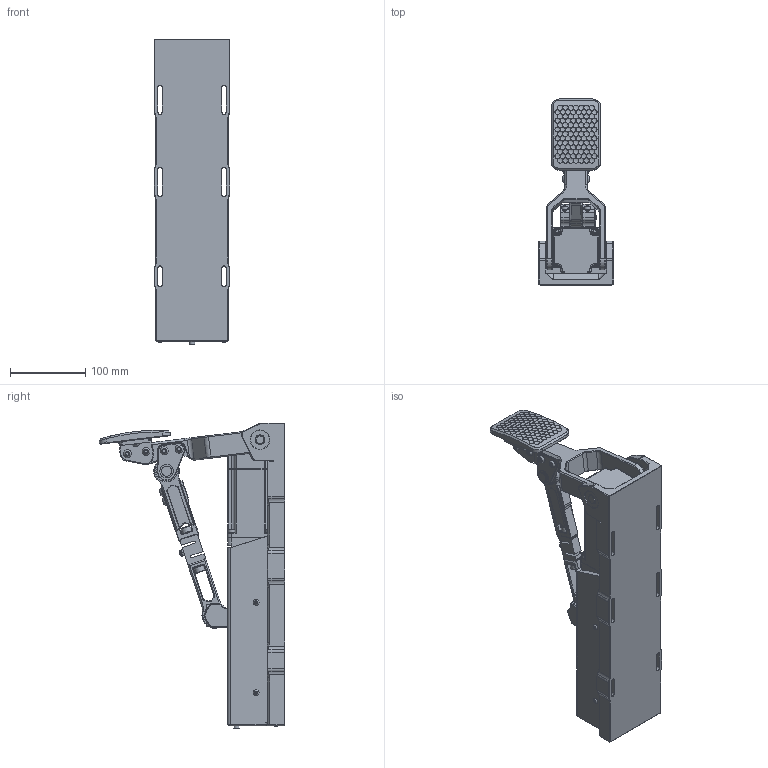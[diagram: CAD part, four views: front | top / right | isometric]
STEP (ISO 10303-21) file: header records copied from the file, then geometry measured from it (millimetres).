
FILE_DESCRIPTION(/* description */ (''),/* implementation_level */ '2;1');
FILE_NAME(/* name */ 'AP_simplified.step',/* time_stamp */ '2023-04-28T09:59:29+03:00',/* author */ (''),/* organization */ (''),/* preprocessor_version */ 'ST-DEVELOPER v19.2',/* originating_system */ 'Autodesk Translation Framework v12.4.0.73',/* authorisation */ '');
FILE_SCHEMA (('AUTOMOTIVE_DESIGN { 1 0 10303 214 3 1 1 }'));
Products named in the file (1): Eagle_simplified
Bounding box: 100 x 246.36 x 405.9 mm (x, y, z)
Volume: 2488508.6 mm3; surface area: 252952.1 mm2
Topology: 1 solids, 8 shells, 2174 faces, 5293 edges, 3235 vertices
Faces by surface type: plane 1010, cylinder 517, cone 473, sphere 123, bspline 41, torus 10
Full cylindrical faces by diameter (mm): 3 x1, 3.961 x2, 4.619 x1, 5 x4, 5.3 x1, 5.5 x2, 6 x2, 6.5 x2, 6.779 x2, 7.4 x1, 7.6 x7, 8 x1, 8.5 x8, 9.5 x4, 10.5 x12, 11 x1, 12 x9, 13 x2, 18 x2, 25 x2, 28 x6
Entity records: 73535 total; most frequent: CARTESIAN_POINT 23329, ORIENTED_EDGE 10570, DIRECTION 10352, EDGE_CURVE 5285, AXIS2_PLACEMENT_3D 3711, VERTEX_POINT 3235, LINE 2930, VECTOR 2930
